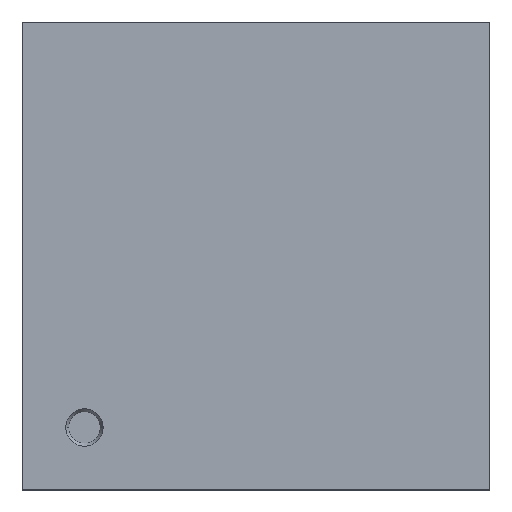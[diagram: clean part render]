
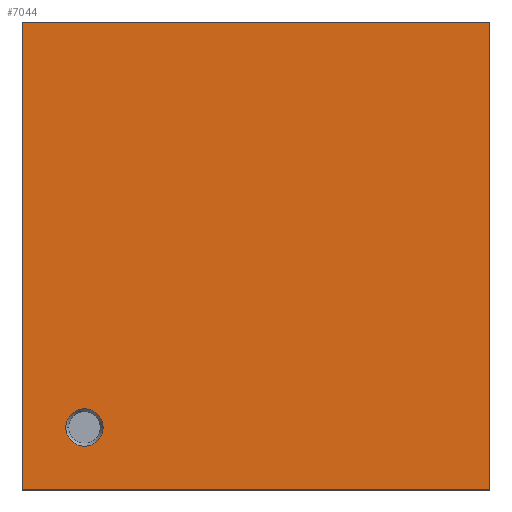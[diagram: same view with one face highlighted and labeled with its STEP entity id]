
A CAD part, top view. The second image highlights one B-rep face of the part: STEP entity #7044.
In plain terms, the highlighted planar face has unit normal (0, 0, 1).
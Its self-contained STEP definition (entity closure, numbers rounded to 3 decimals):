
#368 = CARTESIAN_POINT ( 'NONE',  ( 2.08, 1.6, 1.95 ) ) ;
#1075 = CARTESIAN_POINT ( 'NONE',  ( 0., 12., 1.95 ) ) ;
#1324 = EDGE_CURVE ( 'NONE', #21803, #17621, #11961, .T. ) ;
#2176 = VERTEX_POINT ( 'NONE', #14437 ) ;
#2818 = LINE ( 'NONE', #14836, #13163 ) ;
#3038 = ORIENTED_EDGE ( 'NONE', *, *, #10982, .T. ) ;
#3163 = DIRECTION ( 'NONE',  ( 0., -1., 0. ) ) ;
#4197 = DIRECTION ( 'NONE',  ( 0., 0., 1. ) ) ;
#4257 = DIRECTION ( 'NONE',  ( 0., 0., -1. ) ) ;
#4820 = EDGE_LOOP ( 'NONE', ( #5499, #15151 ) ) ;
#5261 = VERTEX_POINT ( 'NONE', #25190 ) ;
#5263 = CARTESIAN_POINT ( 'NONE',  ( 0., 0., 1.95 ) ) ;
#5499 = ORIENTED_EDGE ( 'NONE', *, *, #23408, .F. ) ;
#5625 = VECTOR ( 'NONE', #12660, 1000. ) ;
#6055 = VERTEX_POINT ( 'NONE', #7431 ) ;
#6706 = CARTESIAN_POINT ( 'NONE',  ( 1.6, 1.6, 1.95 ) ) ;
#6776 = CARTESIAN_POINT ( 'NONE',  ( 1.12, 1.6, 1.95 ) ) ;
#7044 = ADVANCED_FACE ( 'NONE', ( #8366, #23339 ), #15740, .F. ) ;
#7427 = ORIENTED_EDGE ( 'NONE', *, *, #14330, .T. ) ;
#7431 = CARTESIAN_POINT ( 'NONE',  ( 0., 12., 1.95 ) ) ;
#8102 = EDGE_LOOP ( 'NONE', ( #14458, #3038, #7427, #9416 ) ) ;
#8366 = FACE_BOUND ( 'NONE', #4820, .T. ) ;
#8639 = DIRECTION ( 'NONE',  ( 1., 0., 0. ) ) ;
#9416 = ORIENTED_EDGE ( 'NONE', *, *, #23459, .T. ) ;
#9601 = AXIS2_PLACEMENT_3D ( 'NONE', #6706, #20339, #8639 ) ;
#10110 = EDGE_CURVE ( 'NONE', #6055, #5261, #2818, .T. ) ;
#10443 = DIRECTION ( 'NONE',  ( 0., 1., 0. ) ) ;
#10492 = AXIS2_PLACEMENT_3D ( 'NONE', #15914, #4257, #17870 ) ;
#10982 = EDGE_CURVE ( 'NONE', #5261, #16034, #21507, .T. ) ;
#11961 = CIRCLE ( 'NONE', #18108, 0.48 ) ;
#12660 = DIRECTION ( 'NONE',  ( -1., 0., 0. ) ) ;
#13163 = VECTOR ( 'NONE', #3163, 1000. ) ;
#13878 = CARTESIAN_POINT ( 'NONE',  ( 12., 0., 1.95 ) ) ;
#14330 = EDGE_CURVE ( 'NONE', #16034, #2176, #24685, .T. ) ;
#14437 = CARTESIAN_POINT ( 'NONE',  ( 12., 12., 1.95 ) ) ;
#14458 = ORIENTED_EDGE ( 'NONE', *, *, #10110, .T. ) ;
#14836 = CARTESIAN_POINT ( 'NONE',  ( 0., 0., 1.95 ) ) ;
#15073 = CIRCLE ( 'NONE', #9601, 0.48 ) ;
#15151 = ORIENTED_EDGE ( 'NONE', *, *, #1324, .F. ) ;
#15740 = PLANE ( 'NONE',  #10492 ) ;
#15864 = CARTESIAN_POINT ( 'NONE',  ( 1.6, 1.6, 1.95 ) ) ;
#15914 = CARTESIAN_POINT ( 'NONE',  ( 0., 12., 1.95 ) ) ;
#16034 = VERTEX_POINT ( 'NONE', #13878 ) ;
#17621 = VERTEX_POINT ( 'NONE', #368 ) ;
#17815 = DIRECTION ( 'NONE',  ( 1., 0., 0. ) ) ;
#17870 = DIRECTION ( 'NONE',  ( -1., 0., 0. ) ) ;
#18108 = AXIS2_PLACEMENT_3D ( 'NONE', #15864, #4197, #17815 ) ;
#19500 = VECTOR ( 'NONE', #10443, 1000. ) ;
#20339 = DIRECTION ( 'NONE',  ( 0., 0., 1. ) ) ;
#20892 = VECTOR ( 'NONE', #24779, 1000. ) ;
#21174 = LINE ( 'NONE', #1075, #5625 ) ;
#21507 = LINE ( 'NONE', #5263, #20892 ) ;
#21803 = VERTEX_POINT ( 'NONE', #6776 ) ;
#22030 = CARTESIAN_POINT ( 'NONE',  ( 12., 0., 1.95 ) ) ;
#23339 = FACE_OUTER_BOUND ( 'NONE', #8102, .T. ) ;
#23408 = EDGE_CURVE ( 'NONE', #17621, #21803, #15073, .T. ) ;
#23459 = EDGE_CURVE ( 'NONE', #2176, #6055, #21174, .T. ) ;
#24685 = LINE ( 'NONE', #22030, #19500 ) ;
#24779 = DIRECTION ( 'NONE',  ( 1., 0., 0. ) ) ;
#25190 = CARTESIAN_POINT ( 'NONE',  ( 0., 0., 1.95 ) ) ;
